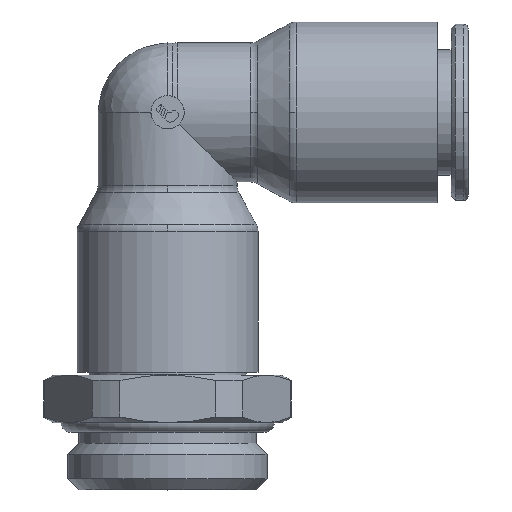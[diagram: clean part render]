
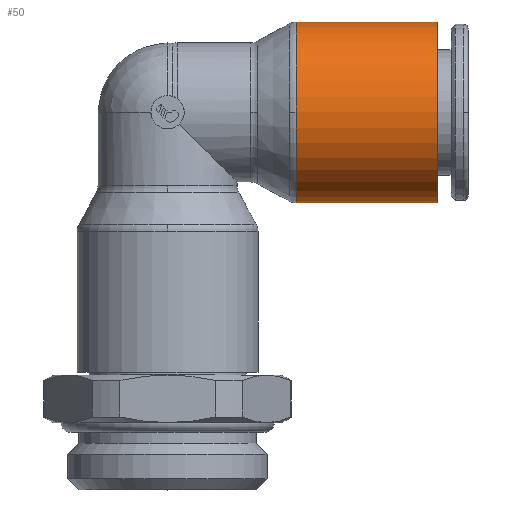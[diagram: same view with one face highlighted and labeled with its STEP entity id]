
A CAD part, top view. The second image highlights one B-rep face of the part: STEP entity #50.
In plain terms, the highlighted cylindrical face has radius 9.5 mm (diameter 19 mm), a partial arc.
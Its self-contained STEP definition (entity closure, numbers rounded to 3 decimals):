
#50=ADVANCED_FACE('',(#169),#170,.T.);
#169=FACE_OUTER_BOUND('',#408,.T.);
#170=CYLINDRICAL_SURFACE('',#409,9.5);
#408=EDGE_LOOP('',(#669,#670,#671,#672,#673));
#409=AXIS2_PLACEMENT_3D('',#674,#675,#676);
#669=ORIENTED_EDGE('',*,*,#1559,.F.);
#670=ORIENTED_EDGE('',*,*,#1560,.T.);
#671=ORIENTED_EDGE('',*,*,#1561,.T.);
#672=ORIENTED_EDGE('',*,*,#1562,.F.);
#673=ORIENTED_EDGE('',*,*,#1563,.F.);
#674=CARTESIAN_POINT('',(20.905,32.6,0.0));
#675=DIRECTION('',(1.0,0.0,0.0));
#676=DIRECTION('',(0.0,1.0,0.0));
#1559=EDGE_CURVE('',#1854,#1855,#1856,.T.);
#1560=EDGE_CURVE('',#1854,#1857,#1858,.T.);
#1561=EDGE_CURVE('',#1857,#1859,#1860,.T.);
#1562=EDGE_CURVE('',#1861,#1859,#1862,.T.);
#1563=EDGE_CURVE('',#1855,#1861,#1863,.T.);
#1854=VERTEX_POINT('',#2319);
#1855=VERTEX_POINT('',#2320);
#1856=LINE('',#2321,#2322);
#1857=VERTEX_POINT('',#2323);
#1858=CIRCLE('',#2324,9.5);
#1859=VERTEX_POINT('',#2325);
#1860=CIRCLE('',#2326,9.5);
#1861=VERTEX_POINT('',#2327);
#1862=LINE('',#2328,#2329);
#1863=CIRCLE('',#2330,9.5);
#2319=CARTESIAN_POINT('',(13.505,42.1,0.0));
#2320=CARTESIAN_POINT('',(28.305,42.1,0.0));
#2321=CARTESIAN_POINT('',(20.905,42.1,0.));
#2322=VECTOR('',#3323,1.0);
#2323=CARTESIAN_POINT('',(13.505,32.6,9.5));
#2324=AXIS2_PLACEMENT_3D('',#3324,#3325,#3326);
#2325=CARTESIAN_POINT('',(13.505,23.1,0.));
#2326=AXIS2_PLACEMENT_3D('',#3327,#3328,#3329);
#2327=CARTESIAN_POINT('',(28.305,23.1,0.));
#2328=CARTESIAN_POINT('',(20.905,23.1,0.));
#2329=VECTOR('',#3330,1.0);
#2330=AXIS2_PLACEMENT_3D('',#3331,#3332,#3333);
#3323=DIRECTION('',(1.0,0.0,0.0));
#3324=CARTESIAN_POINT('',(13.505,32.6,0.0));
#3325=DIRECTION('',(1.0,0.0,0.0));
#3326=DIRECTION('',(0.0,1.0,0.0));
#3327=CARTESIAN_POINT('',(13.505,32.6,0.0));
#3328=DIRECTION('',(1.0,0.0,0.0));
#3329=DIRECTION('',(0.0,1.0,0.0));
#3330=DIRECTION('',(-1.0,-0.0,-0.0));
#3331=CARTESIAN_POINT('',(28.305,32.6,0.0));
#3332=DIRECTION('',(1.0,0.0,0.0));
#3333=DIRECTION('',(0.0,1.0,0.0));
